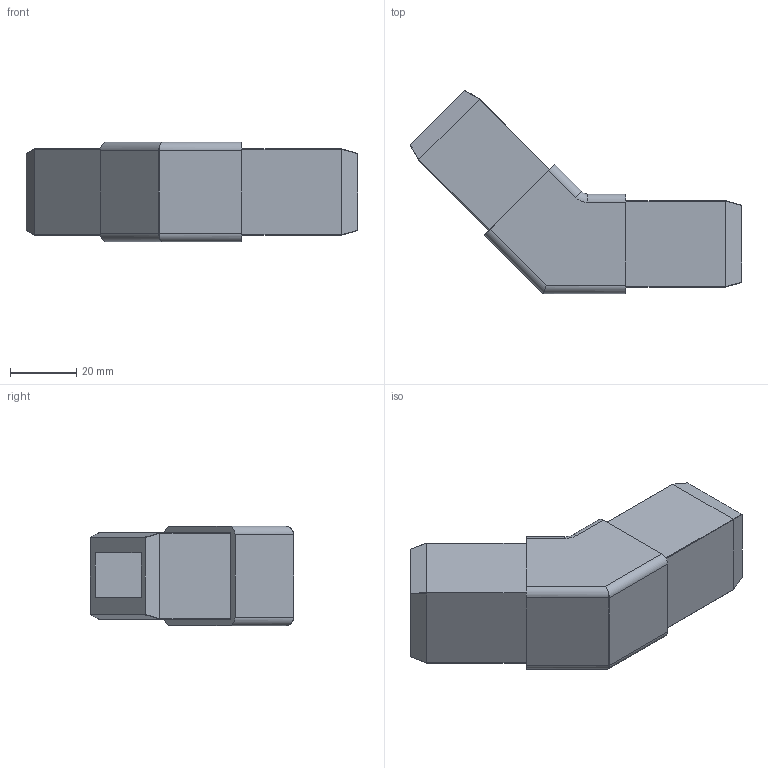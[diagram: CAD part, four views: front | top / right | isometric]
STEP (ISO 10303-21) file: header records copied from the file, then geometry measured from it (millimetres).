
FILE_DESCRIPTION(/* description */ ('GIUNZ.Q30-2VA.45° S/RINF. NYLON R.7039'),/* implementation_level */ '2;1');
FILE_NAME(/* name */ 'DGIPD0000015-XF35506G.stp',/* time_stamp */ '2019-11-19T11:15:28+01:00',/* author */ ('fzagni'),/* organization */ (''),/* preprocessor_version */ 'ST-DEVELOPER v17.2',/* originating_system */ 'Autodesk Inventor 2019',/* authorisation */ '');
FILE_SCHEMA (('AUTOMOTIVE_DESIGN { 1 0 10303 214 3 1 1 }'));
Length unit declared in the file: millimetre
Products named in the file (1): DGIPD0000015
Bounding box: 100.07 x 61.28 x 30 mm (x, y, z)
Volume: 51892.6 mm3; surface area: 19706.1 mm2
Topology: 1 solids, 1 shells, 62 faces, 166 edges, 106 vertices
Faces by surface type: plane 32, cylinder 26, torus 2, bspline 2
Entity records: 2007 total; most frequent: CARTESIAN_POINT 371, DIRECTION 348, ORIENTED_EDGE 328, EDGE_CURVE 164, AXIS2_PLACEMENT_3D 123, VERTEX_POINT 106, LINE 102, VECTOR 102
